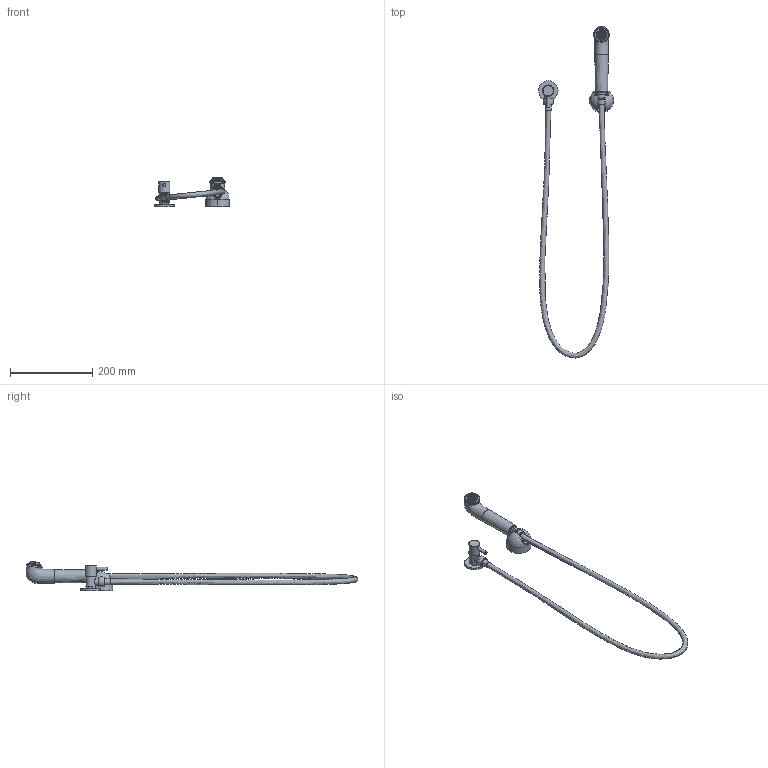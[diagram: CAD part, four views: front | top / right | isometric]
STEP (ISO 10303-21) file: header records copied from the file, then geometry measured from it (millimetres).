
FILE_DESCRIPTION (( 'STEP AP203' ), '1' );
FILE_NAME ('99FP01565.STEP', '2025-07-03T06:48:19', ( '' ), ( '' ), 'SwSTEP 2.0', 'SolidWorks 2021', '' );
FILE_SCHEMA (( 'CONFIG_CONTROL_DESIGN' ));
Length unit declared in the file: millimetre
Products named in the file (1): 99FP01565
Bounding box: 182.3 x 806.02 x 72.23 mm (x, y, z)
Volume: 356297.6 mm3; surface area: 111943.3 mm2
Topology: 7 solids, 7 shells, 771 faces, 1310 edges, 868 vertices
Faces by surface type: plane 400, cylinder 336, bspline 14, torus 11, cone 7, sphere 3
Full cylindrical faces by diameter (mm): 0.75 x293, 4 x2, 7.135 x2, 7.5 x1, 8.8 x1, 11 x2, 15 x2, 15.05 x1, 16.8 x1, 17.8 x1, 18.25 x1, 18.4 x1, 18.8 x1, 20 x1, 20.5 x1, 20.6 x2, 20.8 x1, 21.5 x1, 22.5 x1, 24 x2, 27.5 x1, 47.2 x1, 47.8 x1, 54.3 x1, 58.5 x1
Entity records: 20843 total; most frequent: CARTESIAN_POINT 7001, DIRECTION 3082, ORIENTED_EDGE 1892, AXIS2_PLACEMENT_3D 1465, EDGE_LOOP 1440, FACE_OUTER_BOUND 1108, EDGE_CURVE 946, VERTEX_POINT 852
